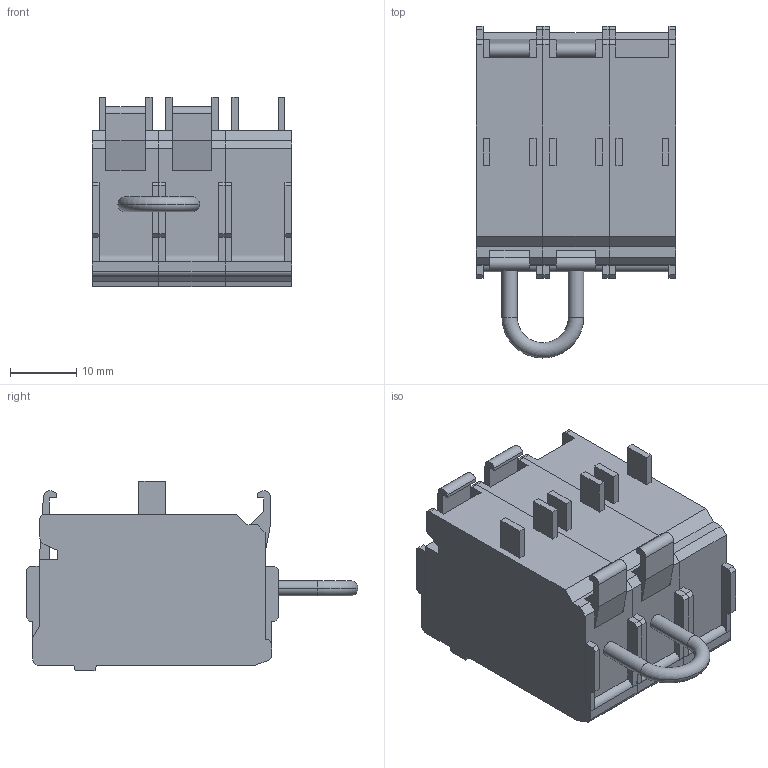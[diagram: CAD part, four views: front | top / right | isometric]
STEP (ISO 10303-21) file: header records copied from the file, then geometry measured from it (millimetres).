
FILE_DESCRIPTION((''),'2;1');
FILE_NAME('3d_LPXC02SM.stp','2014-06-05T08:16:38',(''),(''),'Mechanical Desktop 2011','Mechanical Desktop 2011',', , ');
FILE_SCHEMA(('CONFIG_CONTROL_DESIGN'));
Length unit declared in the file: millimetre
Products named in the file (1): Product
Bounding box: 30 x 50 x 28.6 mm (x, y, z)
Volume: 23625.2 mm3; surface area: 10203.5 mm2
Topology: 28 solids, 28 shells, 304 faces, 830 edges, 666 vertices
Faces by surface type: plane 231, bspline 36, cylinder 35, torus 2
Entity records: 9440 total; most frequent: CARTESIAN_POINT 1849, ORIENTED_EDGE 1492, DIRECTION 1470, EDGE_CURVE 746, VECTOR 728, LINE 728, VERTEX_POINT 498, AXIS2_PLACEMENT_3D 371
